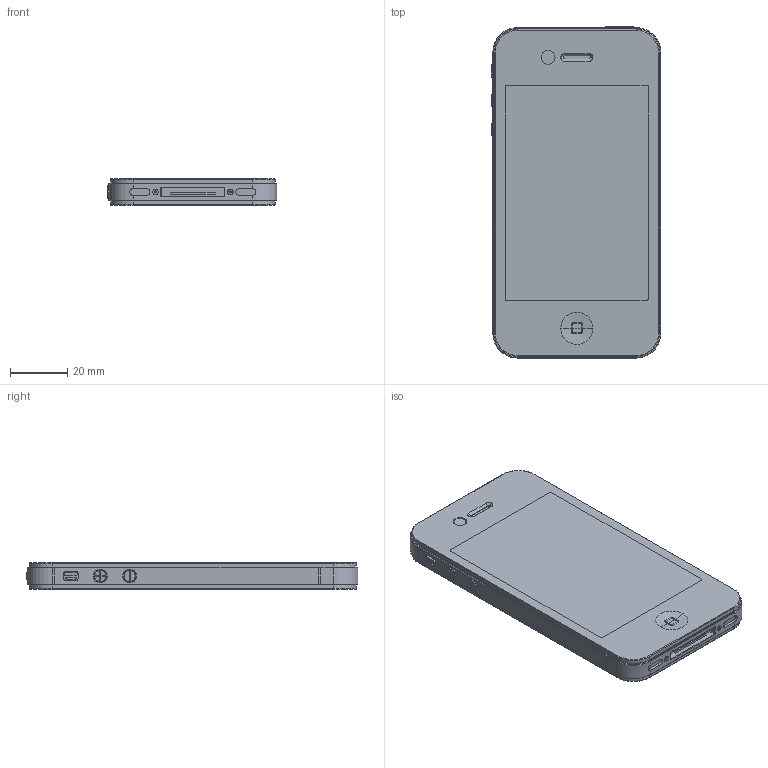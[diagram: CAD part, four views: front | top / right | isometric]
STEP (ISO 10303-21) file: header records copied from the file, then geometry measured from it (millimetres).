
FILE_DESCRIPTION (( 'STEP AP214' ), '1' );
FILE_NAME ('iPhone_4.STEP', '2012-01-07T07:20:07', ( 'CJ' ), ( 'Microsoft' ), 'SwSTEP 2.0', 'SolidWorks 2012', '' );
FILE_SCHEMA (( 'AUTOMOTIVE_DESIGN' ));
Length unit declared in the file: millimetre
Products named in the file (1): iPhone_4
Bounding box: 59.15 x 115.75 x 9.34 mm (x, y, z)
Volume: 61507.3 mm3; surface area: 16773.4 mm2
Topology: 5 solids, 5 shells, 317 faces, 839 edges, 567 vertices
Faces by surface type: plane 191, cylinder 75, cone 31, sphere 10, torus 8, bspline 2
Entity records: 13071 total; most frequent: CARTESIAN_POINT 1888, DIRECTION 1688, ORIENTED_EDGE 1674, EDGE_CURVE 837, VERTEX_POINT 567, VECTOR 566, LINE 566, AXIS2_PLACEMENT_3D 561
